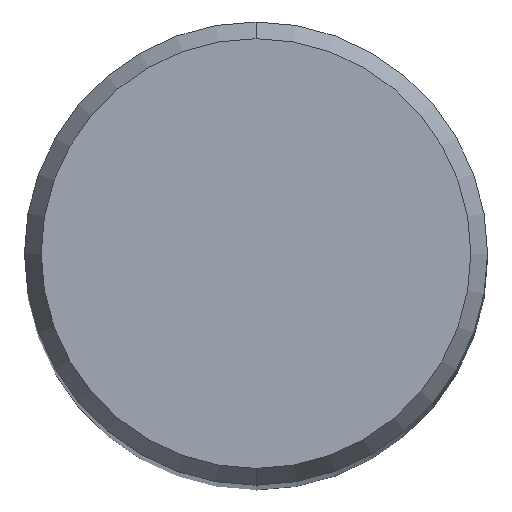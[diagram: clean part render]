
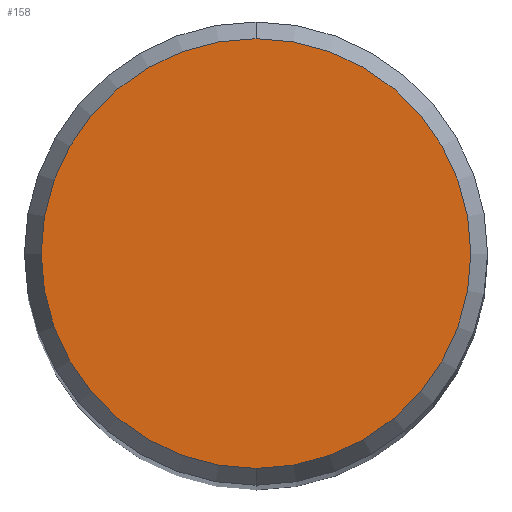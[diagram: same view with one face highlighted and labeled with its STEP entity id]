
A CAD part, top view. The second image highlights one B-rep face of the part: STEP entity #158.
In plain terms, the highlighted planar face has unit normal (0, 0, 1).
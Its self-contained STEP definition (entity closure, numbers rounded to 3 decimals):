
#98=EDGE_CURVE('',#134,#186,#239,.T.);
#134=VERTEX_POINT('',#282);
#158=ADVANCED_FACE('',(#310),#311,.T.);
#186=VERTEX_POINT('',#342);
#204=EDGE_CURVE('',#186,#134,#361,.T.);
#239=CIRCLE('',#394,2.946);
#282=CARTESIAN_POINT('',(0.,-2.946,0.01));
#310=FACE_OUTER_BOUND('',#478,.T.);
#311=PLANE('',#479);
#342=CARTESIAN_POINT('',(0.0,2.946,0.01));
#361=CIRCLE('',#542,2.946);
#394=AXIS2_PLACEMENT_3D('',#561,#562,#563);
#478=EDGE_LOOP('',(#661,#662));
#479=AXIS2_PLACEMENT_3D('',#663,#664,#665);
#542=AXIS2_PLACEMENT_3D('',#717,#718,#719);
#561=CARTESIAN_POINT('',(0.0,0.0,0.01));
#562=DIRECTION('',(0.0,0.0,-1.0));
#563=DIRECTION('',(0.0,1.0,0.0));
#661=ORIENTED_EDGE('',*,*,#204,.F.);
#662=ORIENTED_EDGE('',*,*,#98,.F.);
#663=CARTESIAN_POINT('',(0.0,1.473,0.01));
#664=DIRECTION('',(-0.0,0.0,1.0));
#665=DIRECTION('',(0.0,-1.0,0.0));
#717=CARTESIAN_POINT('',(0.0,0.0,0.01));
#718=DIRECTION('',(0.0,0.0,-1.0));
#719=DIRECTION('',(0.0,1.0,0.0));
